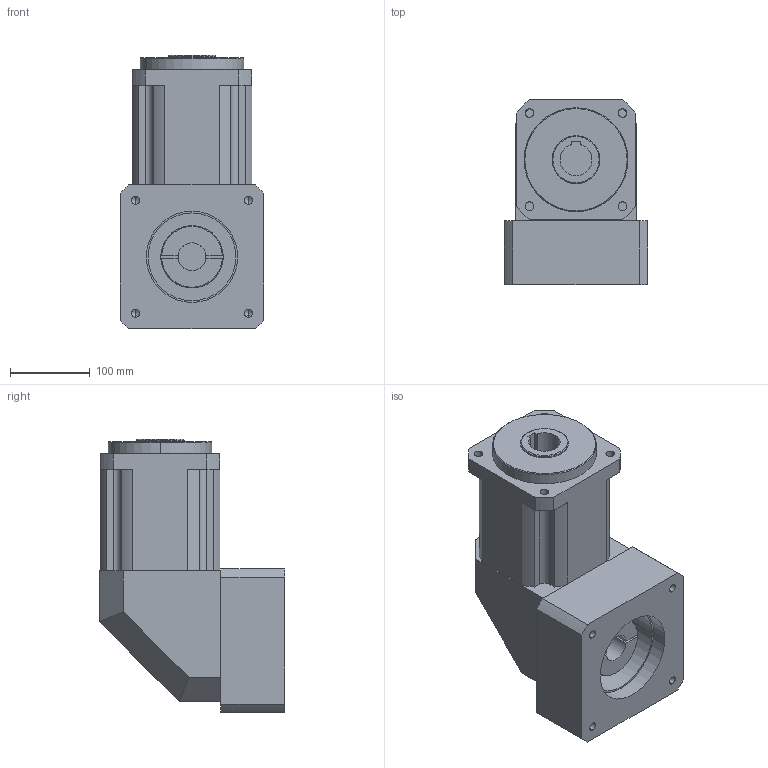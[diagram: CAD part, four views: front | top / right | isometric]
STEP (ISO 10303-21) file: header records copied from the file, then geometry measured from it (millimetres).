
FILE_DESCRIPTION (( 'STEP AP203' ), '1' );
FILE_NAME ('FXKBR142斜齿行星减速机[ABR142-S3-L2-180].STEP', '2020-06-29T01:27:16', ( '微软用户' ), ( '微软中国' ), 'SwSTEP 2.0', 'SolidWorks 2016', '' );
FILE_SCHEMA (( 'CONFIG_CONTROL_DESIGN' ));
Length unit declared in the file: millimetre
Products named in the file (1): FXKBR142訇喘俴陎熬厒儂[ABR142-S3-L2-180]
Bounding box: 180 x 232 x 342.4 mm (x, y, z)
Volume: 7755998.2 mm3; surface area: 345568.2 mm2
Topology: 1 solids, 1 shells, 120 faces, 313 edges, 200 vertices
Faces by surface type: cylinder 53, plane 53, cone 14
Entity records: 3748 total; most frequent: DIRECTION 665, CARTESIAN_POINT 638, ORIENTED_EDGE 610, EDGE_CURVE 305, AXIS2_PLACEMENT_3D 243, VERTEX_POINT 200, VECTOR 179, LINE 179
